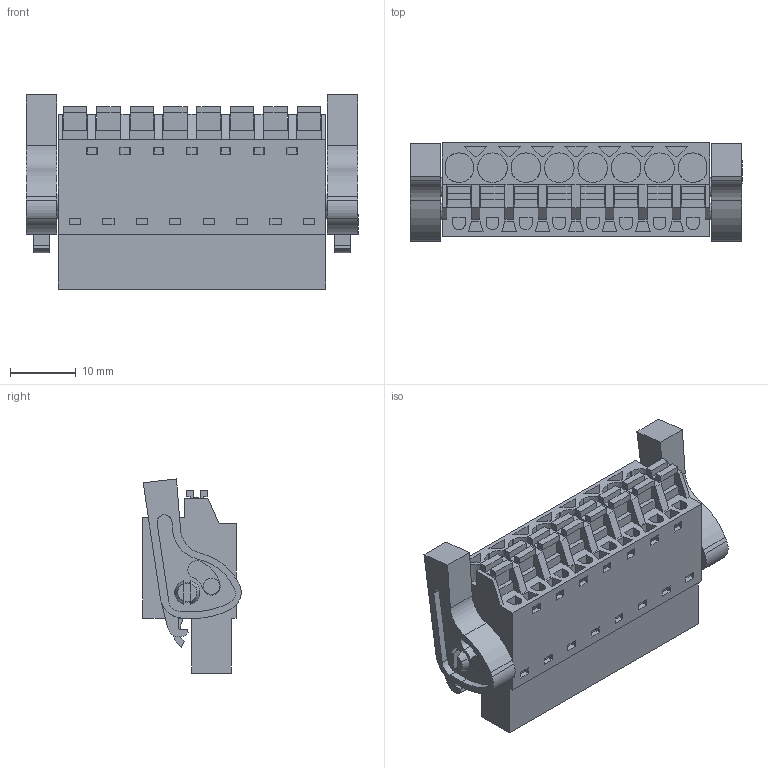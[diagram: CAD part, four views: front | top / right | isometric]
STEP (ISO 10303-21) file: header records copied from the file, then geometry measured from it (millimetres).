
FILE_DESCRIPTION(('CATIA V5 STEP Exchange','CAx-IF Rec.Pracs.--- Model Styling and Organization---1.2---2011-12-15'),'2;1');
FILE_NAME ('D1446626_0_1014440000_1014440000.stp','2017-04-29T06:08:22+00:00',('none'),('Weidmueller'),'CATIA Version 5-6 Release 2014','CATIA V5 STEP AP214','none');
FILE_SCHEMA(('AUTOMOTIVE_DESIGN { 1 0 10303 214 1 1 1 1 }'));
Length unit declared in the file: millimetre
Products named in the file (1): 1014440000
Bounding box: 50.46 x 14.96 x 29.52 mm (x, y, z)
Volume: 10820.6 mm3; surface area: 8326.8 mm2
Topology: 11 solids, 11 shells, 696 faces, 1967 edges, 1359 vertices
Faces by surface type: plane 566, cylinder 121, cone 8, extrusion 1
Entity records: 22340 total; most frequent: CARTESIAN_POINT 4278, ORIENTED_EDGE 3934, DIRECTION 2886, EDGE_CURVE 1967, VECTOR 1688, LINE 1687, VERTEX_POINT 1359, EDGE_LOOP 798
